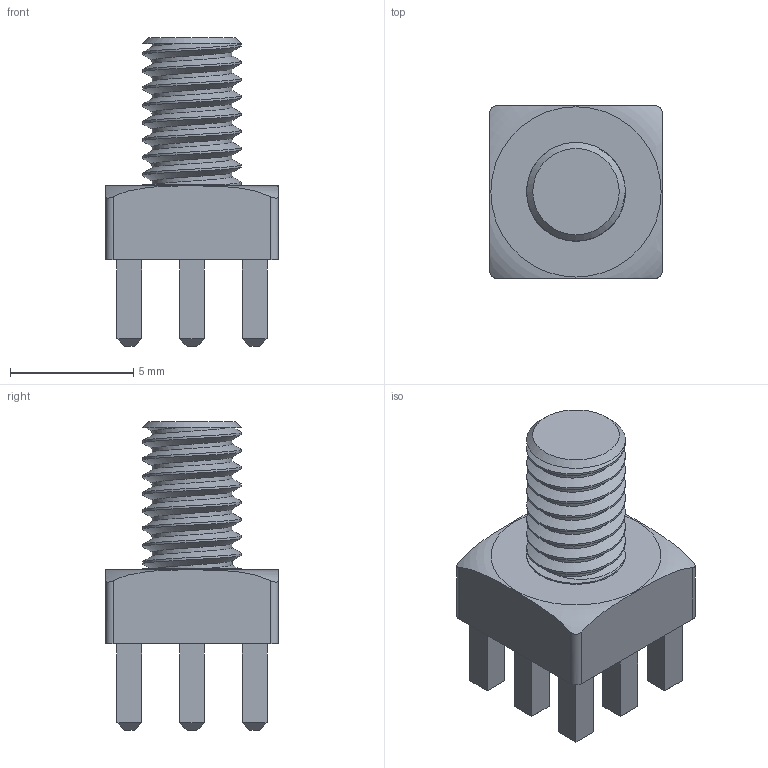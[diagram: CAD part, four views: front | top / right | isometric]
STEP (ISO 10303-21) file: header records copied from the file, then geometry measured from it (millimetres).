
FILE_DESCRIPTION(/* description */ ('Unknown'),/* implementation_level */ '2;1');
FILE_NAME(/* name */ '7461096',/* time_stamp */ '2023-09-05T15:08:08+02:00',/* author */ ('Unknown'),/* organization */ ('Unknown'),/* preprocessor_version */ 'ST-DEVELOPER v18.102',/* originating_system */ 'Solid Edge',/* authorisation */ 'Unknown');
FILE_SCHEMA (('AUTOMOTIVE_DESIGN {1 0 10303 214 3 1 1}'));
Length unit declared in the file: millimetre
Products named in the file (1): 7461096
Bounding box: 7 x 7 x 12.5 mm (x, y, z)
Volume: 236.9 mm3; surface area: 407.1 mm2
Topology: 1 solids, 1 shells, 109 faces, 252 edges, 155 vertices
Faces by surface type: plane 90, cylinder 15, bspline 2, cone 1, torus 1
Full cylindrical faces by diameter (mm): 4 x9
Entity records: 4772 total; most frequent: CARTESIAN_POINT 2586, ORIENTED_EDGE 440, DIRECTION 414, EDGE_CURVE 220, LINE 192, VECTOR 192, VERTEX_POINT 135, EDGE_LOOP 113
